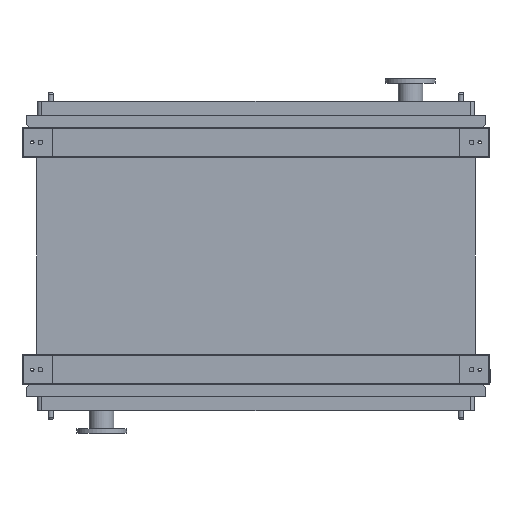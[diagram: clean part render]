
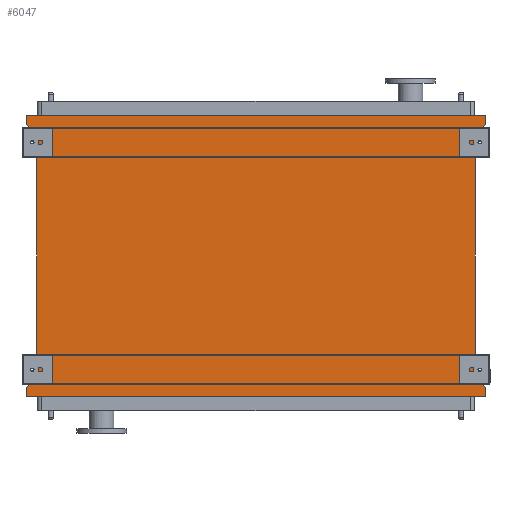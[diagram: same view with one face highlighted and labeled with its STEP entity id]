
A CAD part, front view. The second image highlights one B-rep face of the part: STEP entity #6047.
In plain terms, the highlighted planar face has unit normal (0, -1, 0).
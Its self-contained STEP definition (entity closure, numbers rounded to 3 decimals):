
#254 = DIRECTION ( 'NONE',  ( -1., 0., 0. ) ) ;
#379 = ORIENTED_EDGE ( 'NONE', *, *, #7514, .F. ) ;
#1013 = CARTESIAN_POINT ( 'NONE',  ( 1011., 0., 53. ) ) ;
#1014 = ORIENTED_EDGE ( 'NONE', *, *, #19974, .F. ) ;
#1341 = EDGE_CURVE ( 'NONE', #13903, #18610, #17529, .T. ) ;
#1435 = LINE ( 'NONE', #16938, #15808 ) ;
#1464 = CARTESIAN_POINT ( 'NONE',  ( -1011., 0., 95. ) ) ;
#1521 = VERTEX_POINT ( 'NONE', #1464 ) ;
#1783 = EDGE_CURVE ( 'NONE', #14576, #8666, #10602, .T. ) ;
#1852 = CARTESIAN_POINT ( 'NONE',  ( 965., 0., 0. ) ) ;
#2649 = DIRECTION ( 'NONE',  ( 0.655, 0., -0.755 ) ) ;
#2761 = CARTESIAN_POINT ( 'NONE',  ( 965., 0., -1050. ) ) ;
#2806 = AXIS2_PLACEMENT_3D ( 'NONE', #18395, #18348, #18316 ) ;
#3600 = CARTESIAN_POINT ( 'NONE',  ( 965., 0., -1050. ) ) ;
#3900 = ORIENTED_EDGE ( 'NONE', *, *, #10640, .F. ) ;
#4195 = CARTESIAN_POINT ( 'NONE',  ( -1011., 0., -1145. ) ) ;
#4972 = LINE ( 'NONE', #10002, #14119 ) ;
#5138 = DIRECTION ( 'NONE',  ( 0., 0., 1. ) ) ;
#5145 = CARTESIAN_POINT ( 'NONE',  ( -1011., 0., -1145. ) ) ;
#5324 = DIRECTION ( 'NONE',  ( 0., 0., 1. ) ) ;
#5550 = EDGE_CURVE ( 'NONE', #20504, #5609, #18685, .T. ) ;
#5609 = VERTEX_POINT ( 'NONE', #13448 ) ;
#6047 = ADVANCED_FACE ( 'NONE', ( #13648 ), #18546, .T. ) ;
#6417 = ORIENTED_EDGE ( 'NONE', *, *, #7624, .F. ) ;
#6555 = CARTESIAN_POINT ( 'NONE',  ( 1011., 0., -1103. ) ) ;
#6703 = VERTEX_POINT ( 'NONE', #21759 ) ;
#7029 = ORIENTED_EDGE ( 'NONE', *, *, #7741, .F. ) ;
#7223 = DIRECTION ( 'NONE',  ( -0.655, 0., -0.755 ) ) ;
#7369 = LINE ( 'NONE', #23079, #12210 ) ;
#7391 = VECTOR ( 'NONE', #11536, 1000. ) ;
#7502 = VECTOR ( 'NONE', #9317, 1000. ) ;
#7514 = EDGE_CURVE ( 'NONE', #6703, #23582, #12228, .T. ) ;
#7624 = EDGE_CURVE ( 'NONE', #18610, #10475, #1435, .T. ) ;
#7741 = EDGE_CURVE ( 'NONE', #22297, #13903, #4972, .T. ) ;
#7750 = DIRECTION ( 'NONE',  ( 0., 0., 1. ) ) ;
#7898 = EDGE_CURVE ( 'NONE', #5609, #22297, #17756, .T. ) ;
#8367 = EDGE_CURVE ( 'NONE', #23582, #1521, #7369, .T. ) ;
#8666 = VERTEX_POINT ( 'NONE', #1852 ) ;
#8780 = VECTOR ( 'NONE', #7750, 1000. ) ;
#9295 = VECTOR ( 'NONE', #2649, 1000. ) ;
#9317 = DIRECTION ( 'NONE',  ( 1., 0., 0. ) ) ;
#9963 = VECTOR ( 'NONE', #16232, 1000. ) ;
#10002 = CARTESIAN_POINT ( 'NONE',  ( 1011., 0., -1145. ) ) ;
#10475 = VERTEX_POINT ( 'NONE', #17733 ) ;
#10535 = CARTESIAN_POINT ( 'NONE',  ( -1011., 0., 53. ) ) ;
#10602 = LINE ( 'NONE', #12020, #19389 ) ;
#10640 = EDGE_CURVE ( 'NONE', #21227, #14576, #14616, .T. ) ;
#10755 = CARTESIAN_POINT ( 'NONE',  ( -1011., 0., -1103. ) ) ;
#11318 = ORIENTED_EDGE ( 'NONE', *, *, #1341, .F. ) ;
#11536 = DIRECTION ( 'NONE',  ( -0.655, 0., 0.755 ) ) ;
#12020 = CARTESIAN_POINT ( 'NONE',  ( 1011., 0., 53. ) ) ;
#12210 = VECTOR ( 'NONE', #5324, 1000. ) ;
#12228 = LINE ( 'NONE', #13194, #7391 ) ;
#12265 = VECTOR ( 'NONE', #5138, 1000. ) ;
#13004 = EDGE_CURVE ( 'NONE', #20504, #8666, #13460, .T. ) ;
#13058 = CARTESIAN_POINT ( 'NONE',  ( 1011., 0., -1145. ) ) ;
#13194 = CARTESIAN_POINT ( 'NONE',  ( -965., 0., 0. ) ) ;
#13448 = CARTESIAN_POINT ( 'NONE',  ( 1011., 0., -1103. ) ) ;
#13460 = LINE ( 'NONE', #3600, #8780 ) ;
#13648 = FACE_OUTER_BOUND ( 'NONE', #18222, .T. ) ;
#13903 = VERTEX_POINT ( 'NONE', #4195 ) ;
#14119 = VECTOR ( 'NONE', #254, 1000. ) ;
#14311 = ORIENTED_EDGE ( 'NONE', *, *, #8367, .F. ) ;
#14576 = VERTEX_POINT ( 'NONE', #1013 ) ;
#14616 = LINE ( 'NONE', #17945, #9963 ) ;
#15146 = DIRECTION ( 'NONE',  ( 0.655, 0., 0.755 ) ) ;
#15409 = VECTOR ( 'NONE', #18998, 1000. ) ;
#15808 = VECTOR ( 'NONE', #15146, 1000. ) ;
#16232 = DIRECTION ( 'NONE',  ( 0., 0., -1. ) ) ;
#16311 = CARTESIAN_POINT ( 'NONE',  ( 1011., 0., 95. ) ) ;
#16557 = ORIENTED_EDGE ( 'NONE', *, *, #7898, .F. ) ;
#16938 = CARTESIAN_POINT ( 'NONE',  ( -1011., 0., -1103. ) ) ;
#17024 = LINE ( 'NONE', #21525, #7502 ) ;
#17134 = ORIENTED_EDGE ( 'NONE', *, *, #5550, .F. ) ;
#17203 = VECTOR ( 'NONE', #20772, 1000. ) ;
#17529 = LINE ( 'NONE', #5145, #12265 ) ;
#17733 = CARTESIAN_POINT ( 'NONE',  ( -965., 0., -1050. ) ) ;
#17756 = LINE ( 'NONE', #6555, #17203 ) ;
#17945 = CARTESIAN_POINT ( 'NONE',  ( 1011., 0., 95. ) ) ;
#18222 = EDGE_LOOP ( 'NONE', ( #21924, #22479, #3900, #23013, #14311, #379, #1014, #6417, #11318, #7029, #16557, #17134 ) ) ;
#18316 = DIRECTION ( 'NONE',  ( 0., 0., -1. ) ) ;
#18348 = DIRECTION ( 'NONE',  ( 0., -1., 0. ) ) ;
#18395 = CARTESIAN_POINT ( 'NONE',  ( -965., 0., -1050. ) ) ;
#18546 = PLANE ( 'NONE',  #2806 ) ;
#18610 = VERTEX_POINT ( 'NONE', #10755 ) ;
#18685 = LINE ( 'NONE', #2761, #9295 ) ;
#18998 = DIRECTION ( 'NONE',  ( 0., 0., 1. ) ) ;
#19389 = VECTOR ( 'NONE', #7223, 1000. ) ;
#19974 = EDGE_CURVE ( 'NONE', #10475, #6703, #20044, .T. ) ;
#20044 = LINE ( 'NONE', #22333, #15409 ) ;
#20504 = VERTEX_POINT ( 'NONE', #23698 ) ;
#20772 = DIRECTION ( 'NONE',  ( 0., 0., -1. ) ) ;
#20852 = EDGE_CURVE ( 'NONE', #1521, #21227, #17024, .T. ) ;
#21227 = VERTEX_POINT ( 'NONE', #16311 ) ;
#21525 = CARTESIAN_POINT ( 'NONE',  ( -1011., 0., 95. ) ) ;
#21759 = CARTESIAN_POINT ( 'NONE',  ( -965., 0., 0. ) ) ;
#21924 = ORIENTED_EDGE ( 'NONE', *, *, #13004, .T. ) ;
#22297 = VERTEX_POINT ( 'NONE', #13058 ) ;
#22333 = CARTESIAN_POINT ( 'NONE',  ( -965., 0., -1050. ) ) ;
#22479 = ORIENTED_EDGE ( 'NONE', *, *, #1783, .F. ) ;
#23013 = ORIENTED_EDGE ( 'NONE', *, *, #20852, .F. ) ;
#23079 = CARTESIAN_POINT ( 'NONE',  ( -1011., 0., 53. ) ) ;
#23582 = VERTEX_POINT ( 'NONE', #10535 ) ;
#23698 = CARTESIAN_POINT ( 'NONE',  ( 965., 0., -1050. ) ) ;
